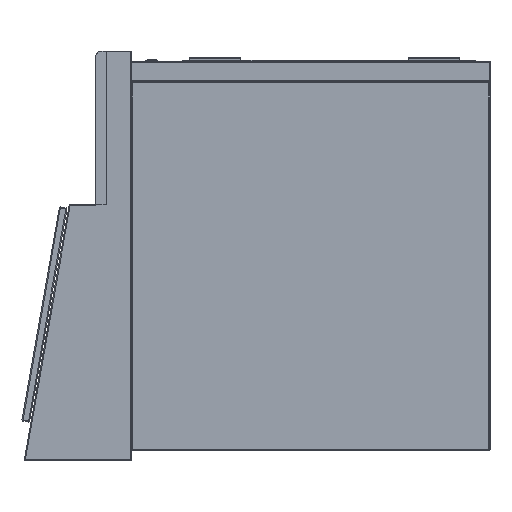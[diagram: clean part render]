
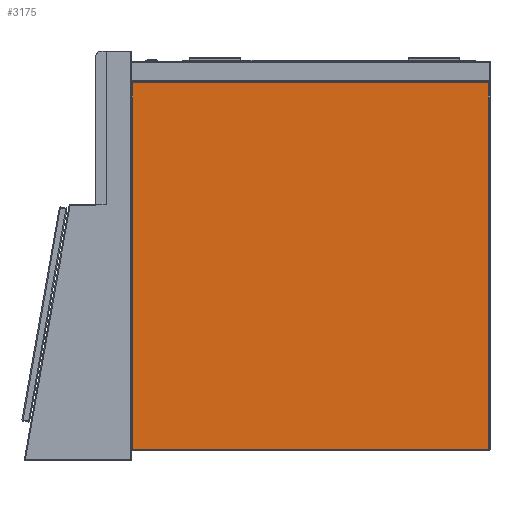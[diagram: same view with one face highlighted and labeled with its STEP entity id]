
A CAD part, left-side view. The second image highlights one B-rep face of the part: STEP entity #3175.
In plain terms, the highlighted planar face has unit normal (-1, 0, 0).
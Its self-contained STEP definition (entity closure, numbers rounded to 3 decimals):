
#22 = VECTOR ( 'NONE', #27941, 1000. ) ;
#445 = VECTOR ( 'NONE', #23702, 1000. ) ;
#817 = VERTEX_POINT ( 'NONE', #33813 ) ;
#828 = VERTEX_POINT ( 'NONE', #18422 ) ;
#1561 = VECTOR ( 'NONE', #40704, 1000. ) ;
#2242 = CARTESIAN_POINT ( 'NONE',  ( -880., -348., -42. ) ) ;
#2568 = LINE ( 'NONE', #37492, #22 ) ;
#2826 = CARTESIAN_POINT ( 'NONE',  ( -880., 350., -42. ) ) ;
#3175 = ADVANCED_FACE ( 'Fl�che7', ( #4925 ), #39263, .T. ) ;
#3282 = LINE ( 'NONE', #16396, #20875 ) ;
#4925 = FACE_OUTER_BOUND ( 'NONE', #7123, .T. ) ;
#7123 = EDGE_LOOP ( 'NONE', ( #30231, #9049, #34378, #30023 ) ) ;
#7631 = CARTESIAN_POINT ( 'NONE',  ( -880., -350., -760. ) ) ;
#9049 = ORIENTED_EDGE ( 'NONE', *, *, #20050, .T. ) ;
#12555 = CARTESIAN_POINT ( 'NONE',  ( -880., -348., -758. ) ) ;
#16396 = CARTESIAN_POINT ( 'NONE',  ( -880., -350., -758. ) ) ;
#18422 = CARTESIAN_POINT ( 'NONE',  ( -880., 348., -758. ) ) ;
#20050 = EDGE_CURVE ( 'NONE', #36238, #817, #30917, .T. ) ;
#20188 = CARTESIAN_POINT ( 'NONE',  ( -880., 348., -760. ) ) ;
#20875 = VECTOR ( 'NONE', #35518, 1000. ) ;
#21011 = LINE ( 'NONE', #20188, #445 ) ;
#23422 = DIRECTION ( 'NONE',  ( -1., 0., 0. ) ) ;
#23702 = DIRECTION ( 'NONE',  ( 0., 0., -1. ) ) ;
#27145 = VERTEX_POINT ( 'NONE', #12555 ) ;
#27165 = EDGE_CURVE ( 'NONE', #27145, #36238, #2568, .T. ) ;
#27941 = DIRECTION ( 'NONE',  ( 0., 0., 1. ) ) ;
#27953 = EDGE_CURVE ( 'NONE', #828, #27145, #3282, .T. ) ;
#30023 = ORIENTED_EDGE ( 'NONE', *, *, #27953, .T. ) ;
#30231 = ORIENTED_EDGE ( 'NONE', *, *, #27165, .T. ) ;
#30917 = LINE ( 'NONE', #2826, #1561 ) ;
#31783 = AXIS2_PLACEMENT_3D ( 'NONE', #7631, #23422, #33205 ) ;
#31884 = EDGE_CURVE ( 'NONE', #817, #828, #21011, .T. ) ;
#33205 = DIRECTION ( 'NONE',  ( 0., 0., 1. ) ) ;
#33813 = CARTESIAN_POINT ( 'NONE',  ( -880., 348., -42. ) ) ;
#34378 = ORIENTED_EDGE ( 'NONE', *, *, #31884, .T. ) ;
#35518 = DIRECTION ( 'NONE',  ( 0., -1., 0. ) ) ;
#36238 = VERTEX_POINT ( 'NONE', #2242 ) ;
#37492 = CARTESIAN_POINT ( 'NONE',  ( -880., -348., -760. ) ) ;
#39263 = PLANE ( 'NONE',  #31783 ) ;
#40704 = DIRECTION ( 'NONE',  ( 0., 1., 0. ) ) ;
